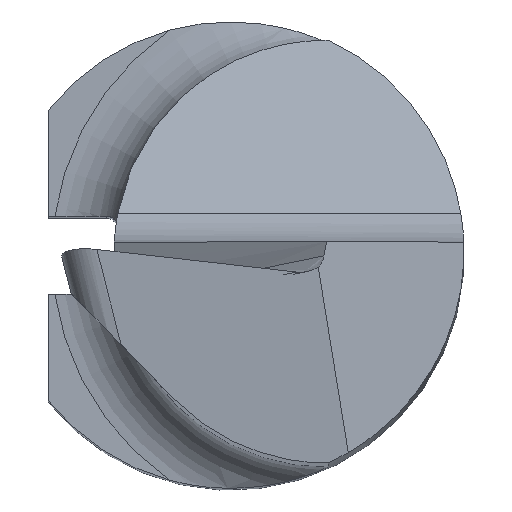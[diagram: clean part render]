
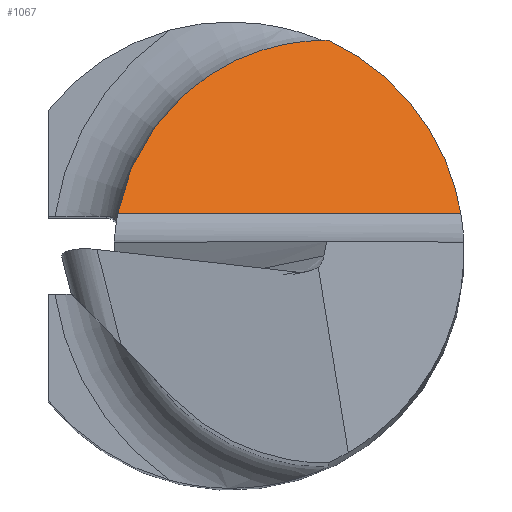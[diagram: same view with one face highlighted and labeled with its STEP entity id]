
A CAD part, top view. The second image highlights one B-rep face of the part: STEP entity #1067.
In plain terms, the highlighted planar face has unit normal (0, 0.766, 0.643).
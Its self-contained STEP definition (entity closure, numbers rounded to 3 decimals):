
#11 = FACE_OUTER_BOUND ( 'NONE', #318, .T. ) ;
#70 = CARTESIAN_POINT ( 'NONE',  ( 1.255, 2.725, 37.8 ) ) ;
#75 = DIRECTION ( 'NONE',  ( 0., -0.766, -0.643 ) ) ;
#80 = CARTESIAN_POINT ( 'NONE',  ( 2.959, 0.494, 40.458 ) ) ;
#97 = CARTESIAN_POINT ( 'NONE',  ( -1.208, 1.833, 38.863 ) ) ;
#120 = EDGE_CURVE ( 'NONE', #889, #1087, #271, .T. ) ;
#131 = ORIENTED_EDGE ( 'NONE', *, *, #120, .F. ) ;
#197 = CARTESIAN_POINT ( 'NONE',  ( 1.215, 2.725, 37.8 ) ) ;
#258 = CARTESIAN_POINT ( 'NONE',  ( -1.455, 0.494, 40.458 ) ) ;
#262 = CARTESIAN_POINT ( 'NONE',  ( -3., 0.494, 40.458 ) ) ;
#269 = CARTESIAN_POINT ( 'NONE',  ( 2.959, 0.494, 40.458 ) ) ;
#271 =( BOUNDED_CURVE ( )  B_SPLINE_CURVE ( 3, ( #751, #97, #1099, #915 ),
 .UNSPECIFIED., .F., .T. ) 
 B_SPLINE_CURVE_WITH_KNOTS ( ( 4, 4 ),
 ( 4.895, 6.272 ),
 .UNSPECIFIED. ) 
 CURVE ( )  GEOMETRIC_REPRESENTATION_ITEM ( )  RATIONAL_B_SPLINE_CURVE ( ( 1., 0.848, 0.848, 1. ) ) 
 REPRESENTATION_ITEM ( '' )  );
#283 = CARTESIAN_POINT ( 'NONE',  ( 2.176, 2.301, 38.306 ) ) ;
#294 = VERTEX_POINT ( 'NONE', #70 ) ;
#318 = EDGE_LOOP ( 'NONE', ( #1160, #131, #1055, #436 ) ) ;
#357 = PLANE ( 'NONE',  #788 ) ;
#367 = CARTESIAN_POINT ( 'NONE',  ( 1.235, 2.725, 37.8 ) ) ;
#376 = DIRECTION ( 'NONE',  ( 0., 0.643, -0.766 ) ) ;
#381 = EDGE_CURVE ( 'NONE', #1087, #294, #750, .T. ) ;
#409 = EDGE_CURVE ( 'NONE', #294, #632, #1003, .T. ) ;
#436 = ORIENTED_EDGE ( 'NONE', *, *, #409, .F. ) ;
#477 = CARTESIAN_POINT ( 'NONE',  ( 1.255, 2.725, 37.8 ) ) ;
#493 = DIRECTION ( 'NONE',  ( 1., 0., 0. ) ) ;
#559 = CARTESIAN_POINT ( 'NONE',  ( 2.792, 1.495, 39.266 ) ) ;
#566 = CARTESIAN_POINT ( 'NONE',  ( 1.195, 2.725, 37.8 ) ) ;
#579 = CARTESIAN_POINT ( 'NONE',  ( 1.195, 2.725, 37.8 ) ) ;
#632 = VERTEX_POINT ( 'NONE', #80 ) ;
#660 = VECTOR ( 'NONE', #493, 1000. ) ;
#750 = B_SPLINE_CURVE_WITH_KNOTS ( 'NONE', 3,
 ( #566, #197, #367, #831 ),
 .UNSPECIFIED., .F., .F.,
 ( 4, 4 ),
 ( 0., 1. ),
 .UNSPECIFIED. ) ;
#751 = CARTESIAN_POINT ( 'NONE',  ( -1.455, 0.494, 40.458 ) ) ;
#757 = CARTESIAN_POINT ( 'NONE',  ( -3., 0.494, 40.458 ) ) ;
#788 = AXIS2_PLACEMENT_3D ( 'NONE', #262, #75, #376 ) ;
#831 = CARTESIAN_POINT ( 'NONE',  ( 1.255, 2.725, 37.8 ) ) ;
#889 = VERTEX_POINT ( 'NONE', #258 ) ;
#915 = CARTESIAN_POINT ( 'NONE',  ( 1.195, 2.725, 37.8 ) ) ;
#931 = LINE ( 'NONE', #757, #660 ) ;
#1003 =( BOUNDED_CURVE ( )  B_SPLINE_CURVE ( 3, ( #477, #283, #559, #269 ),
 .UNSPECIFIED., .F., .T. ) 
 B_SPLINE_CURVE_WITH_KNOTS ( ( 4, 4 ),
 ( 0.432, 1.405 ),
 .UNSPECIFIED. ) 
 CURVE ( )  GEOMETRIC_REPRESENTATION_ITEM ( )  RATIONAL_B_SPLINE_CURVE ( ( 1., 0.923, 0.923, 1. ) ) 
 REPRESENTATION_ITEM ( '' )  );
#1055 = ORIENTED_EDGE ( 'NONE', *, *, #1146, .T. ) ;
#1067 = ADVANCED_FACE ( 'NONE', ( #11 ), #357, .F. ) ;
#1087 = VERTEX_POINT ( 'NONE', #579 ) ;
#1099 = CARTESIAN_POINT ( 'NONE',  ( -0.166, 2.71, 37.818 ) ) ;
#1146 = EDGE_CURVE ( 'NONE', #889, #632, #931, .T. ) ;
#1160 = ORIENTED_EDGE ( 'NONE', *, *, #381, .F. ) ;
